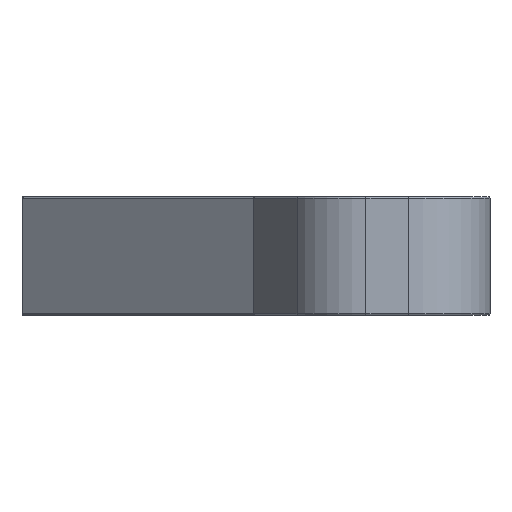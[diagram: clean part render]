
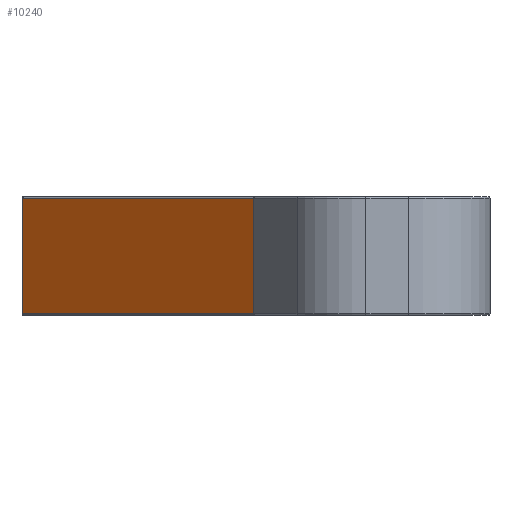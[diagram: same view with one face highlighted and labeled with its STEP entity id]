
A CAD part, front view. The second image highlights one B-rep face of the part: STEP entity #10240.
In plain terms, the highlighted planar face has unit normal (-0.643, -0.766, 0).
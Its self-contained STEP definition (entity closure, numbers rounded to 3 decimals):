
#2190=CARTESIAN_POINT('',(64.314,57.899,-0.3));
#2200=VERTEX_POINT('',#2190);
#2230=CARTESIAN_POINT('',(-0.193,112.026,-0.3));
#2240=DIRECTION('',(-0.766,0.643,0.));
#2250=VECTOR('',#2240,1.);
#2260=LINE('',#2230,#2250);
#2270=CARTESIAN_POINT('',(-2.791,114.207,-0.3));
#2280=VERTEX_POINT('',#2270);
#2290=EDGE_CURVE('',#2200,#2280,#2260,.T.);
#6840=CARTESIAN_POINT('',(-2.791,114.207,-18.7));
#6850=VERTEX_POINT('',#6840);
#7690=CARTESIAN_POINT('',(-0.193,112.026,-18.7));
#7700=DIRECTION('',(-0.766,0.643,0.));
#7710=VECTOR('',#7700,1.);
#7720=LINE('',#7690,#7710);
#7730=CARTESIAN_POINT('',(64.314,57.899,-18.7));
#7740=VERTEX_POINT('',#7730);
#7750=EDGE_CURVE('',#7740,#6850,#7720,.T.);
#10030=CARTESIAN_POINT('',(67.279,55.411,0.));
#10040=DIRECTION('',(0.643,0.766,0.));
#10050=DIRECTION('',(0.766,-0.643,0.));
#10060=AXIS2_PLACEMENT_3D('',#10030,#10040,#10050);
#10070=PLANE('',#10060);
#10080=ORIENTED_EDGE('',*,*,#2290,.T.);
#10090=CARTESIAN_POINT('',(64.314,57.899,0.));
#10100=DIRECTION('',(0.,0.,-1.));
#10110=VECTOR('',#10100,1.);
#10120=LINE('',#10090,#10110);
#10130=EDGE_CURVE('',#2200,#7740,#10120,.T.);
#10140=ORIENTED_EDGE('',*,*,#10130,.F.);
#10150=ORIENTED_EDGE('',*,*,#7750,.F.);
#10160=CARTESIAN_POINT('',(-2.791,114.207,0.));
#10170=DIRECTION('',(0.,0.,-1.));
#10180=VECTOR('',#10170,1.);
#10190=LINE('',#10160,#10180);
#10200=EDGE_CURVE('',#2280,#6850,#10190,.T.);
#10210=ORIENTED_EDGE('',*,*,#10200,.T.);
#10220=EDGE_LOOP('',(#10210,#10150,#10140,#10080));
#10230=FACE_OUTER_BOUND('',#10220,.T.);
#10240=ADVANCED_FACE('',(#10230),#10070,.F.);
